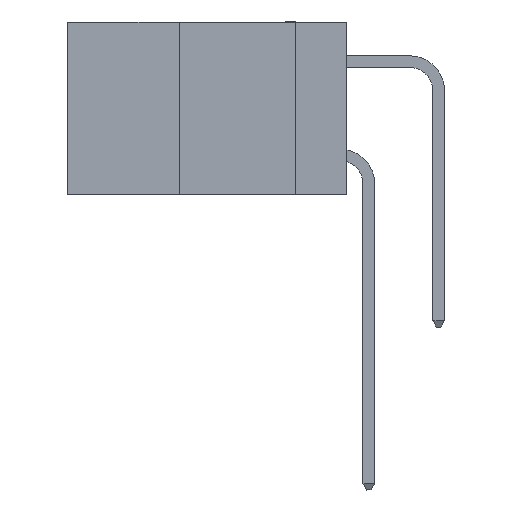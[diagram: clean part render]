
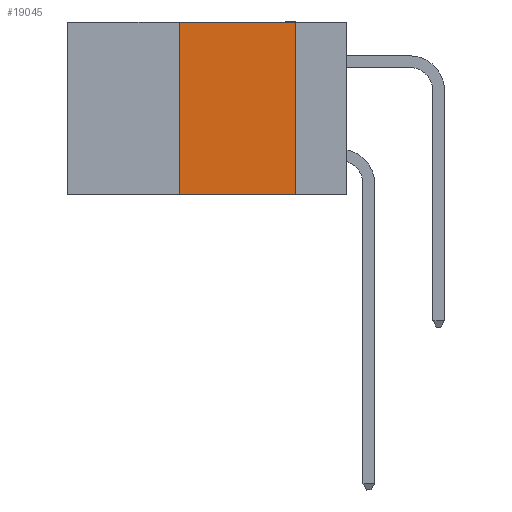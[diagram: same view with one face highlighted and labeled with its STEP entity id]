
A CAD part, left-side view. The second image highlights one B-rep face of the part: STEP entity #19045.
In plain terms, the highlighted planar face has unit normal (-1, 0, 0).
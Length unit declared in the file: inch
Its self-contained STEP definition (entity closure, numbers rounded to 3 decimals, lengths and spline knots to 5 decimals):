
#2067 = DIRECTION ( 'NONE',  ( 0., -1., 0. ) ) ;
#2461 = LINE ( 'NONE', #21172, #14540 ) ;
#3149 = CARTESIAN_POINT ( 'NONE',  ( 0., 0.6, 0. ) ) ;
#3309 = ORIENTED_EDGE ( 'NONE', *, *, #9719, .F. ) ;
#3570 = DIRECTION ( 'NONE',  ( 0., 0., -1. ) ) ;
#4318 = DIRECTION ( 'NONE',  ( 0., 0., -1. ) ) ;
#4548 = EDGE_CURVE ( 'NONE', #5625, #24243, #8806, .T. ) ;
#5625 = VERTEX_POINT ( 'NONE', #19543 ) ;
#6305 = CARTESIAN_POINT ( 'NONE',  ( 0., 0.11, 0. ) ) ;
#6418 = VECTOR ( 'NONE', #13622, 39.37008 ) ;
#7410 = DIRECTION ( 'NONE',  ( 1., 0., 0. ) ) ;
#8714 = VERTEX_POINT ( 'NONE', #13624 ) ;
#8806 = LINE ( 'NONE', #3149, #6418 ) ;
#9719 = EDGE_CURVE ( 'NONE', #24243, #27884, #18861, .T. ) ;
#13451 = DIRECTION ( 'NONE',  ( 0., 0., 1. ) ) ;
#13622 = DIRECTION ( 'NONE',  ( 0., -1., 0. ) ) ;
#13624 = CARTESIAN_POINT ( 'NONE',  ( 0., 0.36, -0.37 ) ) ;
#13661 = ORIENTED_EDGE ( 'NONE', *, *, #24619, .T. ) ;
#14540 = VECTOR ( 'NONE', #13451, 39.37008 ) ;
#15317 = ORIENTED_EDGE ( 'NONE', *, *, #4548, .F. ) ;
#16111 = CARTESIAN_POINT ( 'NONE',  ( 0., 0.11, -0.37 ) ) ;
#16784 = AXIS2_PLACEMENT_3D ( 'NONE', #30903, #7410, #4318 ) ;
#17380 = FACE_OUTER_BOUND ( 'NONE', #19598, .T. ) ;
#17451 = EDGE_CURVE ( 'NONE', #8714, #5625, #2461, .T. ) ;
#17551 = PLANE ( 'NONE',  #16784 ) ;
#18861 = LINE ( 'NONE', #6305, #21455 ) ;
#19045 = ADVANCED_FACE ( 'NONE', ( #17380 ), #17551, .F. ) ;
#19543 = CARTESIAN_POINT ( 'NONE',  ( 0., 0.36, 0. ) ) ;
#19598 = EDGE_LOOP ( 'NONE', ( #3309, #15317, #32831, #13661 ) ) ;
#20093 = LINE ( 'NONE', #25579, #26976 ) ;
#21172 = CARTESIAN_POINT ( 'NONE',  ( 0., 0.36, 0. ) ) ;
#21455 = VECTOR ( 'NONE', #3570, 39.37008 ) ;
#24243 = VERTEX_POINT ( 'NONE', #29146 ) ;
#24619 = EDGE_CURVE ( 'NONE', #8714, #27884, #20093, .T. ) ;
#25579 = CARTESIAN_POINT ( 'NONE',  ( 0., 0.6, -0.37 ) ) ;
#26976 = VECTOR ( 'NONE', #2067, 39.37008 ) ;
#27884 = VERTEX_POINT ( 'NONE', #16111 ) ;
#29146 = CARTESIAN_POINT ( 'NONE',  ( 0., 0.11, 0. ) ) ;
#30903 = CARTESIAN_POINT ( 'NONE',  ( 0., 0.6, 0. ) ) ;
#32831 = ORIENTED_EDGE ( 'NONE', *, *, #17451, .F. ) ;
